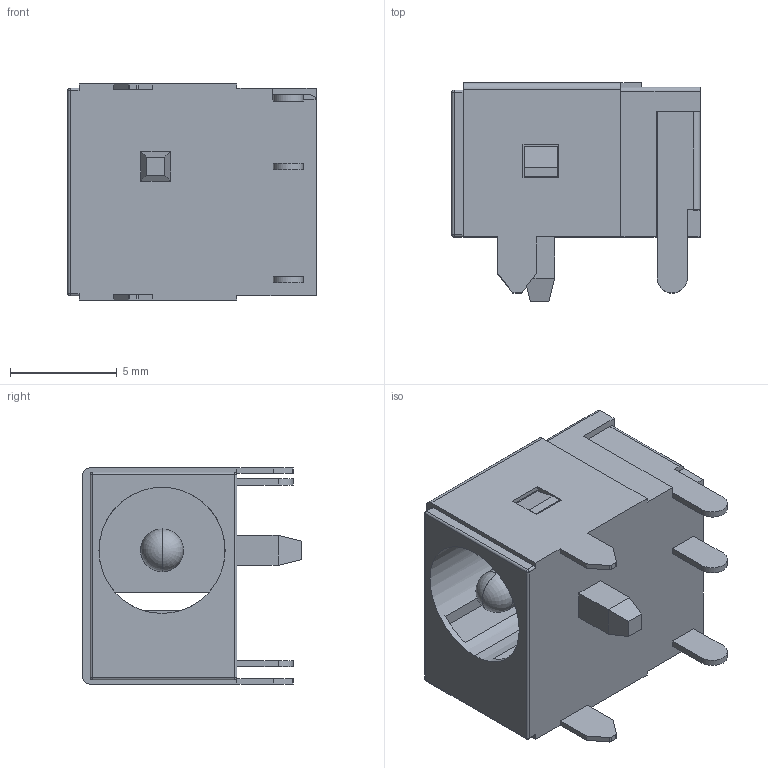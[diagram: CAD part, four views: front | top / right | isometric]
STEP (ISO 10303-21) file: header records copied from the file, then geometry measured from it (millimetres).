
FILE_DESCRIPTION(('FreeCAD Model'),'2;1');
FILE_NAME('DC-044.step','2021-03-15T13:00:04',(''),(''),'Open CASCADE STEP processor 7.3', 'FreeCAD','Unknown');
FILE_SCHEMA(('CONFIG_CONTROL_DESIGN','SHAPE_APPEARANCE_LAYER_MIM'));
Length unit declared in the file: millimetre
Products named in the file (139): DC_044A001; SHELL; SHELL001; SHELL002; SHELL003; SHELL004; SHELL005; SHELL006; SHELL007; SHELL008; SHELL009; SHELL010; SHELL011; SHELL012; SHELL013; SHELL014; SHELL015; SHELL016; SHELL017; SHELL018; SHELL019; SHELL020; SHELL021; SHELL022; SHELL023; SHELL024; SHELL025; SHELL026; SHELL027; SHELL028; SHELL029; SHELL030; SHELL031; SHELL032; SHELL033; SHELL034; SHELL035; SHELL036; SHELL037; SHELL038 ...
Assembly tree (138 placements, depth 2):
  DC_044A001
    SHELL
    SHELL001
    SHELL002
    SHELL003
    SHELL004
    SHELL005
    SHELL006
    SHELL007
    SHELL008
    SHELL009
    SHELL010
    SHELL011
    SHELL012
    SHELL013
    SHELL014
    SHELL015
    SHELL016
    SHELL017
    SHELL018
    SHELL019
    SHELL020
    SHELL021
    SHELL022
    SHELL023
    SHELL024
    SHELL025
    SHELL026
    SHELL027
    SHELL028
    SHELL029
    SHELL030
    SHELL031
    SHELL032
    SHELL033
    SHELL034
    SHELL035
    SHELL036
    SHELL037
    SHELL038
    SHELL039
    SHELL040
    SHELL041
    SHELL042
    SHELL043
    SHELL044
    SHELL045
    SHELL046
    SHELL047
    SHELL048
    SHELL049
    SHELL050
    SHELL051
    SHELL052
    SHELL053
    SHELL054
    SHELL055
    SHELL056
    SHELL057
    SHELL058
Bounding box: 11.6 x 10.2 x 10.1 mm (x, y, z)
Surface area: 1012.4 mm2 (no closed solid volume)
Topology: 0 solids, 138 shells, 138 faces, 732 edges, 730 vertices
Faces by surface type: bspline 102, revolution 36
Entity records: 19729 total; most frequent: CARTESIAN_POINT 4245, DIRECTION 1876, LINE 1282, VECTOR 1282, ORIENTED_EDGE 730, EDGE_CURVE 730, VERTEX_POINT 730, SURFACE_CURVE 730
